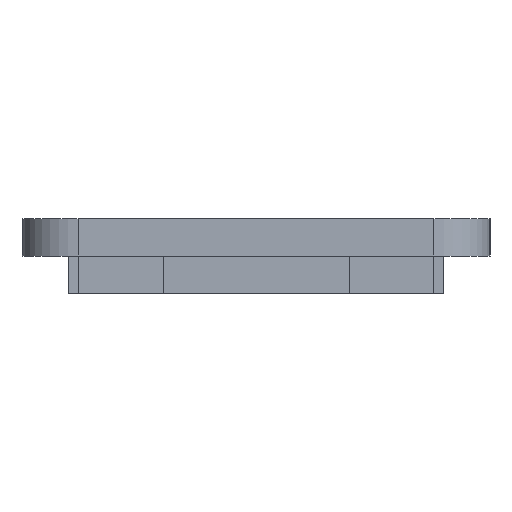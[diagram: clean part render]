
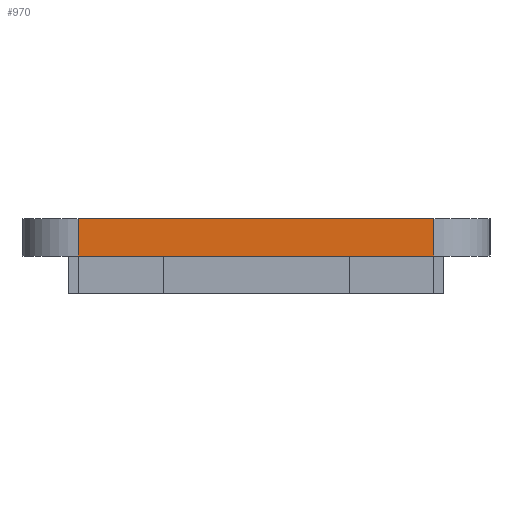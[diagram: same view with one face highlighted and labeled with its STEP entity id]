
A CAD part, left-side view. The second image highlights one B-rep face of the part: STEP entity #970.
In plain terms, the highlighted planar face has unit normal (-1, 0, 0).
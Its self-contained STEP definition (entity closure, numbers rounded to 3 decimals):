
#90=FACE_OUTER_BOUND('',#145,.T.);
#145=EDGE_LOOP('',(#757,#758,#759,#760));
#192=LINE('',#1411,#301);
#243=LINE('',#1539,#352);
#244=LINE('',#1542,#353);
#245=LINE('',#1543,#354);
#301=VECTOR('',#1126,10.);
#352=VECTOR('',#1235,10.);
#353=VECTOR('',#1238,10.);
#354=VECTOR('',#1239,10.);
#408=VERTEX_POINT('',#1397);
#414=VERTEX_POINT('',#1409);
#461=VERTEX_POINT('',#1535);
#463=VERTEX_POINT('',#1541);
#508=EDGE_CURVE('',#408,#414,#192,.T.);
#572=EDGE_CURVE('',#408,#461,#243,.T.);
#573=EDGE_CURVE('',#463,#414,#244,.T.);
#574=EDGE_CURVE('',#461,#463,#245,.T.);
#757=ORIENTED_EDGE('',*,*,#572,.F.);
#758=ORIENTED_EDGE('',*,*,#508,.T.);
#759=ORIENTED_EDGE('',*,*,#573,.F.);
#760=ORIENTED_EDGE('',*,*,#574,.F.);
#934=PLANE('',#1052);
#970=ADVANCED_FACE('',(#90),#934,.T.);
#1052=AXIS2_PLACEMENT_3D('',#1540,#1236,#1237);
#1126=DIRECTION('',(0.,-1.,0.));
#1235=DIRECTION('',(0.,0.,1.));
#1236=DIRECTION('center_axis',(-1.,0.,0.));
#1237=DIRECTION('ref_axis',(0.,-1.,0.));
#1238=DIRECTION('',(0.,0.,-1.));
#1239=DIRECTION('',(0.,-1.,0.));
#1397=CARTESIAN_POINT('',(8.503,32.05,0.));
#1409=CARTESIAN_POINT('',(8.503,13.,0.));
#1411=CARTESIAN_POINT('',(8.503,35.05,0.));
#1535=CARTESIAN_POINT('',(8.503,32.05,2.));
#1539=CARTESIAN_POINT('',(8.503,32.05,0.));
#1540=CARTESIAN_POINT('Origin',(8.503,35.05,0.));
#1541=CARTESIAN_POINT('',(8.503,13.,2.));
#1542=CARTESIAN_POINT('',(8.503,13.,0.));
#1543=CARTESIAN_POINT('',(8.503,35.05,2.));
